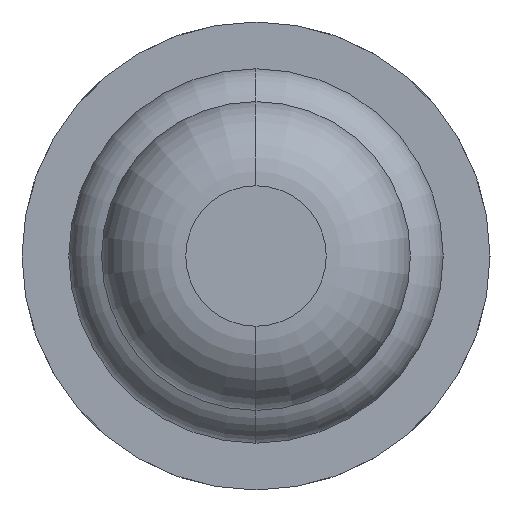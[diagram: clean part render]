
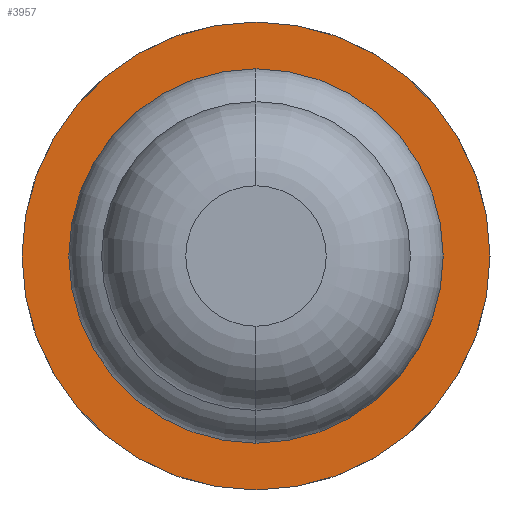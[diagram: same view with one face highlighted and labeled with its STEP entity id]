
A CAD part, front view. The second image highlights one B-rep face of the part: STEP entity #3957.
In plain terms, the highlighted planar face has unit normal (0, -1, 0).
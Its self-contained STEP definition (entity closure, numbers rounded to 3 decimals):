
#60 = CARTESIAN_POINT ( 'NONE',  ( 0., 5.3, -0.5 ) ) ;
#138 = EDGE_LOOP ( 'NONE', ( #3137, #4078 ) ) ;
#236 = CARTESIAN_POINT ( 'NONE',  ( 0., 5.3, 0. ) ) ;
#335 = EDGE_CURVE ( 'Defeature ausgef�hrt1_16+Defeature ausgef�hrt1_15+Defeature ausgef�hrt1_15+Defeature ausgef�hrt1_15', #3317, #1664, #1487, .T. ) ;
#387 = VERTEX_POINT ( 'NONE', #60 ) ;
#429 = ORIENTED_EDGE ( 'NONE', *, *, #335, .T. ) ;
#806 = DIRECTION ( 'NONE',  ( 0., -1., 0. ) ) ;
#956 = DIRECTION ( 'NONE',  ( 0., 0., -1. ) ) ;
#1045 = CIRCLE ( 'NONE', #3438, 0.5 ) ;
#1117 = AXIS2_PLACEMENT_3D ( 'NONE', #4115, #2002, #4132 ) ;
#1128 = DIRECTION ( 'NONE',  ( 0., 0., -1. ) ) ;
#1256 = DIRECTION ( 'NONE',  ( 0., -1., 0. ) ) ;
#1269 = AXIS2_PLACEMENT_3D ( 'NONE', #236, #1280, #3379 ) ;
#1280 = DIRECTION ( 'NONE',  ( 0., -1., 0. ) ) ;
#1319 = CARTESIAN_POINT ( 'NONE',  ( 0., 5.3, 1.25 ) ) ;
#1414 = FACE_BOUND ( 'NONE', #138, .T. ) ;
#1487 = CIRCLE ( 'NONE', #1117, 1.25 ) ;
#1664 = VERTEX_POINT ( 'NONE', #1319 ) ;
#1818 = CARTESIAN_POINT ( 'NONE',  ( 0., 5.3, 0. ) ) ;
#2002 = DIRECTION ( 'NONE',  ( 0., -1., 0. ) ) ;
#2083 = VERTEX_POINT ( 'NONE', #3677 ) ;
#2100 = FACE_OUTER_BOUND ( 'NONE', #2713, .T. ) ;
#2713 = EDGE_LOOP ( 'NONE', ( #429, #4301 ) ) ;
#2867 = CIRCLE ( 'NONE', #3825, 0.5 ) ;
#2959 = CARTESIAN_POINT ( 'NONE',  ( 0.5, 5.3, 0. ) ) ;
#3034 = DIRECTION ( 'NONE',  ( 0., -1., 0. ) ) ;
#3101 = AXIS2_PLACEMENT_3D ( 'NONE', #2959, #1256, #4002 ) ;
#3128 = EDGE_CURVE ( 'Defeature ausgef�hrt1_16+Defeature ausgef�hrt1_15+Defeature ausgef�hrt1_15+Defeature ausgef�hrt1_15', #1664, #3317, #4032, .T. ) ;
#3137 = ORIENTED_EDGE ( 'NONE', *, *, #3404, .F. ) ;
#3317 = VERTEX_POINT ( 'NONE', #3859 ) ;
#3363 = CARTESIAN_POINT ( 'NONE',  ( 0., 5.3, 0. ) ) ;
#3379 = DIRECTION ( 'NONE',  ( 0., 0., -1. ) ) ;
#3404 = EDGE_CURVE ( 'Defeature ausgef�hrt1_0+Defeature ausgef�hrt1_16+Defeature ausgef�hrt1_16+Defeature ausgef�hrt1_16', #387, #2083, #1045, .T. ) ;
#3438 = AXIS2_PLACEMENT_3D ( 'NONE', #1818, #806, #1128 ) ;
#3677 = CARTESIAN_POINT ( 'NONE',  ( 0., 5.3, 0.5 ) ) ;
#3825 = AXIS2_PLACEMENT_3D ( 'NONE', #3363, #3034, #956 ) ;
#3859 = CARTESIAN_POINT ( 'NONE',  ( 0., 5.3, -1.25 ) ) ;
#3957 = ADVANCED_FACE ( 'Defeature ausgef�hrt1_16', ( #2100, #1414 ), #4363, .T. ) ;
#4002 = DIRECTION ( 'NONE',  ( 0., 0., -1. ) ) ;
#4032 = CIRCLE ( 'NONE', #1269, 1.25 ) ;
#4078 = ORIENTED_EDGE ( 'NONE', *, *, #4161, .F. ) ;
#4115 = CARTESIAN_POINT ( 'NONE',  ( 0., 5.3, 0. ) ) ;
#4132 = DIRECTION ( 'NONE',  ( 0., 0., -1. ) ) ;
#4161 = EDGE_CURVE ( 'Defeature ausgef�hrt1_0+Defeature ausgef�hrt1_16+Defeature ausgef�hrt1_16+Defeature ausgef�hrt1_16', #2083, #387, #2867, .T. ) ;
#4301 = ORIENTED_EDGE ( 'NONE', *, *, #3128, .T. ) ;
#4363 = PLANE ( 'NONE',  #3101 ) ;
